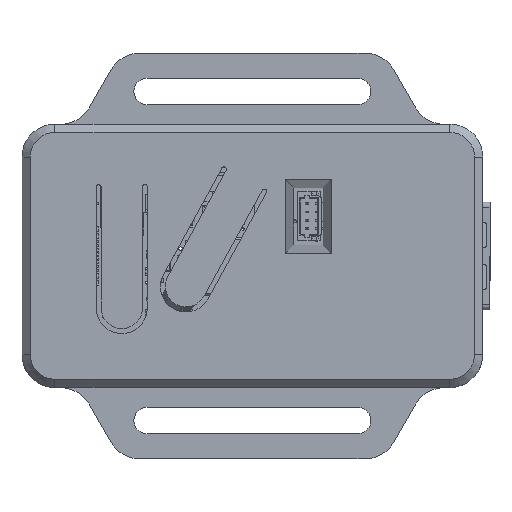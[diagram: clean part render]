
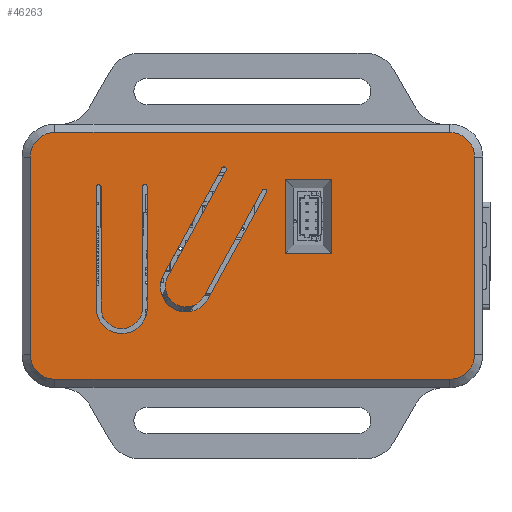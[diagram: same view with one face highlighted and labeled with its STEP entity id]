
A CAD part, top view. The second image highlights one B-rep face of the part: STEP entity #46263.
In plain terms, the highlighted planar face has unit normal (0, 0, 1).
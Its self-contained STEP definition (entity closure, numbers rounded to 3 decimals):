
#1737=FACE_BOUND('',#6560,.T.);
#1738=FACE_BOUND('',#6561,.T.);
#1739=FACE_BOUND('',#6562,.T.);
#2230=PLANE('',#49191);
#4014=FACE_OUTER_BOUND('',#6559,.T.);
#6559=EDGE_LOOP('',(#32622,#32623,#32624,#32625,#32626,#32627,#32628,#32629));
#6560=EDGE_LOOP('',(#32630,#32631,#32632,#32633,#32634,#32635,#32636,#32637));
#6561=EDGE_LOOP('',(#32638,#32639,#32640,#32641,#32642,#32643,#32644,#32645));
#6562=EDGE_LOOP('',(#32646,#32647,#32648,#32649));
#9559=LINE('',#66485,#14741);
#9563=LINE('',#66497,#14745);
#9567=LINE('',#66509,#14749);
#9570=LINE('',#66518,#14752);
#9579=LINE('',#66541,#14761);
#9580=LINE('',#66545,#14762);
#9581=LINE('',#66549,#14763);
#9582=LINE('',#66553,#14764);
#9583=LINE('',#66557,#14765);
#9584=LINE('',#66561,#14766);
#9585=LINE('',#66565,#14767);
#9586=LINE('',#66569,#14768);
#9587=LINE('',#66573,#14769);
#9588=LINE('',#66575,#14770);
#9589=LINE('',#66577,#14771);
#9590=LINE('',#66578,#14772);
#14741=VECTOR('',#53447,10.);
#14745=VECTOR('',#53459,10.);
#14749=VECTOR('',#53471,10.);
#14752=VECTOR('',#53482,10.);
#14761=VECTOR('',#53505,10.);
#14762=VECTOR('',#53508,10.);
#14763=VECTOR('',#53511,10.);
#14764=VECTOR('',#53514,10.);
#14765=VECTOR('',#53517,10.);
#14766=VECTOR('',#53520,10.);
#14767=VECTOR('',#53523,10.);
#14768=VECTOR('',#53526,10.);
#14769=VECTOR('',#53529,10.);
#14770=VECTOR('',#53530,10.);
#14771=VECTOR('',#53531,10.);
#14772=VECTOR('',#53532,10.);
#19838=CIRCLE('',#49170,3.);
#19840=CIRCLE('',#49174,3.);
#19842=CIRCLE('',#49178,3.);
#19844=CIRCLE('',#49182,3.);
#19848=CIRCLE('',#49192,2.5);
#19849=CIRCLE('',#49193,0.3);
#19850=CIRCLE('',#49194,3.1);
#19851=CIRCLE('',#49195,0.3);
#19852=CIRCLE('',#49196,2.5);
#19853=CIRCLE('',#49197,0.3);
#19854=CIRCLE('',#49198,3.1);
#19855=CIRCLE('',#49199,0.3);
#21244=VERTEX_POINT('',#66474);
#21245=VERTEX_POINT('',#66476);
#21248=VERTEX_POINT('',#66483);
#21250=VERTEX_POINT('',#66489);
#21252=VERTEX_POINT('',#66495);
#21254=VERTEX_POINT('',#66501);
#21256=VERTEX_POINT('',#66507);
#21258=VERTEX_POINT('',#66513);
#21264=VERTEX_POINT('',#66539);
#21265=VERTEX_POINT('',#66540);
#21266=VERTEX_POINT('',#66542);
#21267=VERTEX_POINT('',#66544);
#21268=VERTEX_POINT('',#66546);
#21269=VERTEX_POINT('',#66548);
#21270=VERTEX_POINT('',#66550);
#21271=VERTEX_POINT('',#66552);
#21272=VERTEX_POINT('',#66555);
#21273=VERTEX_POINT('',#66556);
#21274=VERTEX_POINT('',#66558);
#21275=VERTEX_POINT('',#66560);
#21276=VERTEX_POINT('',#66562);
#21277=VERTEX_POINT('',#66564);
#21278=VERTEX_POINT('',#66566);
#21279=VERTEX_POINT('',#66568);
#21280=VERTEX_POINT('',#66571);
#21281=VERTEX_POINT('',#66572);
#21282=VERTEX_POINT('',#66574);
#21283=VERTEX_POINT('',#66576);
#25651=EDGE_CURVE('',#21244,#21245,#19838,.T.);
#25655=EDGE_CURVE('',#21248,#21244,#9559,.T.);
#25658=EDGE_CURVE('',#21250,#21248,#19840,.T.);
#25661=EDGE_CURVE('',#21252,#21250,#9563,.T.);
#25664=EDGE_CURVE('',#21254,#21252,#19842,.T.);
#25667=EDGE_CURVE('',#21256,#21254,#9567,.T.);
#25670=EDGE_CURVE('',#21258,#21256,#19844,.T.);
#25672=EDGE_CURVE('',#21245,#21258,#9570,.T.);
#25683=EDGE_CURVE('',#21264,#21265,#9579,.T.);
#25684=EDGE_CURVE('',#21265,#21266,#19848,.T.);
#25685=EDGE_CURVE('',#21266,#21267,#9580,.T.);
#25686=EDGE_CURVE('',#21268,#21267,#19849,.F.);
#25687=EDGE_CURVE('',#21268,#21269,#9581,.F.);
#25688=EDGE_CURVE('',#21269,#21270,#19850,.F.);
#25689=EDGE_CURVE('',#21270,#21271,#9582,.F.);
#25690=EDGE_CURVE('',#21264,#21271,#19851,.F.);
#25691=EDGE_CURVE('',#21272,#21273,#9583,.T.);
#25692=EDGE_CURVE('',#21273,#21274,#19852,.T.);
#25693=EDGE_CURVE('',#21274,#21275,#9584,.T.);
#25694=EDGE_CURVE('',#21276,#21275,#19853,.F.);
#25695=EDGE_CURVE('',#21276,#21277,#9585,.F.);
#25696=EDGE_CURVE('',#21277,#21278,#19854,.F.);
#25697=EDGE_CURVE('',#21278,#21279,#9586,.F.);
#25698=EDGE_CURVE('',#21272,#21279,#19855,.F.);
#25699=EDGE_CURVE('',#21280,#21281,#9587,.F.);
#25700=EDGE_CURVE('',#21281,#21282,#9588,.F.);
#25701=EDGE_CURVE('',#21282,#21283,#9589,.F.);
#25702=EDGE_CURVE('',#21283,#21280,#9590,.F.);
#32622=ORIENTED_EDGE('',*,*,#25651,.F.);
#32623=ORIENTED_EDGE('',*,*,#25655,.F.);
#32624=ORIENTED_EDGE('',*,*,#25658,.F.);
#32625=ORIENTED_EDGE('',*,*,#25661,.F.);
#32626=ORIENTED_EDGE('',*,*,#25664,.F.);
#32627=ORIENTED_EDGE('',*,*,#25667,.F.);
#32628=ORIENTED_EDGE('',*,*,#25670,.F.);
#32629=ORIENTED_EDGE('',*,*,#25672,.F.);
#32630=ORIENTED_EDGE('',*,*,#25683,.T.);
#32631=ORIENTED_EDGE('',*,*,#25684,.T.);
#32632=ORIENTED_EDGE('',*,*,#25685,.T.);
#32633=ORIENTED_EDGE('',*,*,#25686,.F.);
#32634=ORIENTED_EDGE('',*,*,#25687,.T.);
#32635=ORIENTED_EDGE('',*,*,#25688,.T.);
#32636=ORIENTED_EDGE('',*,*,#25689,.T.);
#32637=ORIENTED_EDGE('',*,*,#25690,.F.);
#32638=ORIENTED_EDGE('',*,*,#25691,.T.);
#32639=ORIENTED_EDGE('',*,*,#25692,.T.);
#32640=ORIENTED_EDGE('',*,*,#25693,.T.);
#32641=ORIENTED_EDGE('',*,*,#25694,.F.);
#32642=ORIENTED_EDGE('',*,*,#25695,.T.);
#32643=ORIENTED_EDGE('',*,*,#25696,.T.);
#32644=ORIENTED_EDGE('',*,*,#25697,.T.);
#32645=ORIENTED_EDGE('',*,*,#25698,.F.);
#32646=ORIENTED_EDGE('',*,*,#25699,.T.);
#32647=ORIENTED_EDGE('',*,*,#25700,.T.);
#32648=ORIENTED_EDGE('',*,*,#25701,.T.);
#32649=ORIENTED_EDGE('',*,*,#25702,.T.);
#46263=ADVANCED_FACE('',(#4014,#1737,#1738,#1739),#2230,.T.);
#49170=AXIS2_PLACEMENT_3D('',#66477,#53439,#53440);
#49174=AXIS2_PLACEMENT_3D('',#66491,#53452,#53453);
#49178=AXIS2_PLACEMENT_3D('',#66503,#53464,#53465);
#49182=AXIS2_PLACEMENT_3D('',#66515,#53476,#53477);
#49191=AXIS2_PLACEMENT_3D('',#66538,#53503,#53504);
#49192=AXIS2_PLACEMENT_3D('',#66543,#53506,#53507);
#49193=AXIS2_PLACEMENT_3D('',#66547,#53509,#53510);
#49194=AXIS2_PLACEMENT_3D('',#66551,#53512,#53513);
#49195=AXIS2_PLACEMENT_3D('',#66554,#53515,#53516);
#49196=AXIS2_PLACEMENT_3D('',#66559,#53518,#53519);
#49197=AXIS2_PLACEMENT_3D('',#66563,#53521,#53522);
#49198=AXIS2_PLACEMENT_3D('',#66567,#53524,#53525);
#49199=AXIS2_PLACEMENT_3D('',#66570,#53527,#53528);
#53439=DIRECTION('center_axis',(0.,0.,-1.));
#53440=DIRECTION('ref_axis',(-0.707,-0.707,0.));
#53447=DIRECTION('',(-1.,0.,0.));
#53452=DIRECTION('center_axis',(0.,0.,-1.));
#53453=DIRECTION('ref_axis',(0.707,-0.707,0.));
#53459=DIRECTION('',(0.,-1.,0.));
#53464=DIRECTION('center_axis',(0.,0.,-1.));
#53465=DIRECTION('ref_axis',(0.707,0.707,0.));
#53471=DIRECTION('',(1.,0.,0.));
#53476=DIRECTION('center_axis',(0.,0.,-1.));
#53477=DIRECTION('ref_axis',(-0.707,0.707,0.));
#53482=DIRECTION('',(0.,1.,0.));
#53503=DIRECTION('center_axis',(0.,0.,1.));
#53504=DIRECTION('ref_axis',(1.,0.,0.));
#53505=DIRECTION('',(0.,-1.,0.));
#53506=DIRECTION('center_axis',(0.,0.,1.));
#53507=DIRECTION('ref_axis',(-1.,0.,0.));
#53508=DIRECTION('',(0.,1.,0.));
#53509=DIRECTION('center_axis',(0.,0.,-1.));
#53510=DIRECTION('ref_axis',(-0.707,0.707,0.));
#53511=DIRECTION('',(0.,1.,0.));
#53512=DIRECTION('center_axis',(0.,0.,1.));
#53513=DIRECTION('ref_axis',(-1.,0.,0.));
#53514=DIRECTION('',(0.,-1.,0.));
#53515=DIRECTION('center_axis',(0.,0.,-1.));
#53516=DIRECTION('ref_axis',(0.707,0.707,0.));
#53517=DIRECTION('',(-0.481,-0.876,0.));
#53518=DIRECTION('center_axis',(0.,0.,1.));
#53519=DIRECTION('ref_axis',(-0.876,0.481,0.));
#53520=DIRECTION('',(0.481,0.876,0.));
#53521=DIRECTION('center_axis',(0.,0.,-1.));
#53522=DIRECTION('ref_axis',(-0.279,0.96,0.));
#53523=DIRECTION('',(0.481,0.876,0.));
#53524=DIRECTION('center_axis',(0.,0.,1.));
#53525=DIRECTION('ref_axis',(-0.876,0.481,0.));
#53526=DIRECTION('',(-0.481,-0.876,0.));
#53527=DIRECTION('center_axis',(0.,0.,-1.));
#53528=DIRECTION('ref_axis',(0.96,0.279,0.));
#53529=DIRECTION('',(0.,1.,0.));
#53530=DIRECTION('',(1.,0.,0.));
#53531=DIRECTION('',(0.,-1.,0.));
#53532=DIRECTION('',(-1.,0.,0.));
#66474=CARTESIAN_POINT('',(-24.,-15.,14.));
#66476=CARTESIAN_POINT('',(-27.,-12.,14.));
#66477=CARTESIAN_POINT('Origin',(-24.,-12.,14.));
#66483=CARTESIAN_POINT('',(24.,-15.,14.));
#66485=CARTESIAN_POINT('',(-14.,-15.,14.));
#66489=CARTESIAN_POINT('',(27.,-12.,14.));
#66491=CARTESIAN_POINT('Origin',(24.,-12.,14.));
#66495=CARTESIAN_POINT('',(27.,12.,14.));
#66497=CARTESIAN_POINT('',(27.,-8.,14.));
#66501=CARTESIAN_POINT('',(24.,15.,14.));
#66503=CARTESIAN_POINT('Origin',(24.,12.,14.));
#66507=CARTESIAN_POINT('',(-24.,15.,14.));
#66509=CARTESIAN_POINT('',(14.,15.,14.));
#66513=CARTESIAN_POINT('',(-27.,12.,14.));
#66515=CARTESIAN_POINT('Origin',(-24.,12.,14.));
#66518=CARTESIAN_POINT('',(-27.,8.,14.));
#66538=CARTESIAN_POINT('Origin',(0.,0.,14.));
#66539=CARTESIAN_POINT('',(-18.375,8.35,14.));
#66540=CARTESIAN_POINT('',(-18.375,-6.35,14.));
#66541=CARTESIAN_POINT('',(-18.375,-3.175,14.));
#66542=CARTESIAN_POINT('',(-13.375,-6.35,14.));
#66543=CARTESIAN_POINT('Origin',(-15.875,-6.35,14.));
#66544=CARTESIAN_POINT('',(-13.375,8.35,14.));
#66545=CARTESIAN_POINT('',(-13.375,4.325,14.));
#66546=CARTESIAN_POINT('',(-12.775,8.35,14.));
#66547=CARTESIAN_POINT('Origin',(-13.075,8.35,14.));
#66548=CARTESIAN_POINT('',(-12.775,-6.35,14.));
#66549=CARTESIAN_POINT('',(-12.775,4.325,14.));
#66550=CARTESIAN_POINT('',(-18.975,-6.35,14.));
#66551=CARTESIAN_POINT('Origin',(-15.875,-6.35,14.));
#66552=CARTESIAN_POINT('',(-18.975,8.35,14.));
#66553=CARTESIAN_POINT('',(-18.975,-3.175,14.));
#66554=CARTESIAN_POINT('Origin',(-18.675,8.35,14.));
#66555=CARTESIAN_POINT('',(-3.195,10.367,14.));
#66556=CARTESIAN_POINT('',(-10.272,-2.517,14.));
#66557=CARTESIAN_POINT('',(-8.55,0.617,14.));
#66558=CARTESIAN_POINT('',(-5.889,-4.924,14.));
#66559=CARTESIAN_POINT('Origin',(-8.081,-3.721,14.));
#66560=CARTESIAN_POINT('',(1.188,7.96,14.));
#66561=CARTESIAN_POINT('',(-0.557,4.783,14.));
#66562=CARTESIAN_POINT('',(1.714,7.671,14.));
#66563=CARTESIAN_POINT('Origin',(1.451,7.816,14.));
#66564=CARTESIAN_POINT('',(-5.364,-5.213,14.));
#66565=CARTESIAN_POINT('',(-0.031,4.494,14.));
#66566=CARTESIAN_POINT('',(-10.798,-2.228,14.));
#66567=CARTESIAN_POINT('Origin',(-8.081,-3.721,14.));
#66568=CARTESIAN_POINT('',(-3.72,10.656,14.));
#66569=CARTESIAN_POINT('',(-9.076,0.906,14.));
#66570=CARTESIAN_POINT('Origin',(-3.457,10.512,14.));
#66571=CARTESIAN_POINT('',(9.623,9.323,14.));
#66572=CARTESIAN_POINT('',(9.623,0.277,14.));
#66573=CARTESIAN_POINT('',(9.623,4.15,14.));
#66574=CARTESIAN_POINT('',(3.977,0.277,14.));
#66575=CARTESIAN_POINT('',(4.3,0.277,14.));
#66576=CARTESIAN_POINT('',(3.977,9.323,14.));
#66577=CARTESIAN_POINT('',(3.977,0.65,14.));
#66578=CARTESIAN_POINT('',(2.5,9.323,14.));
